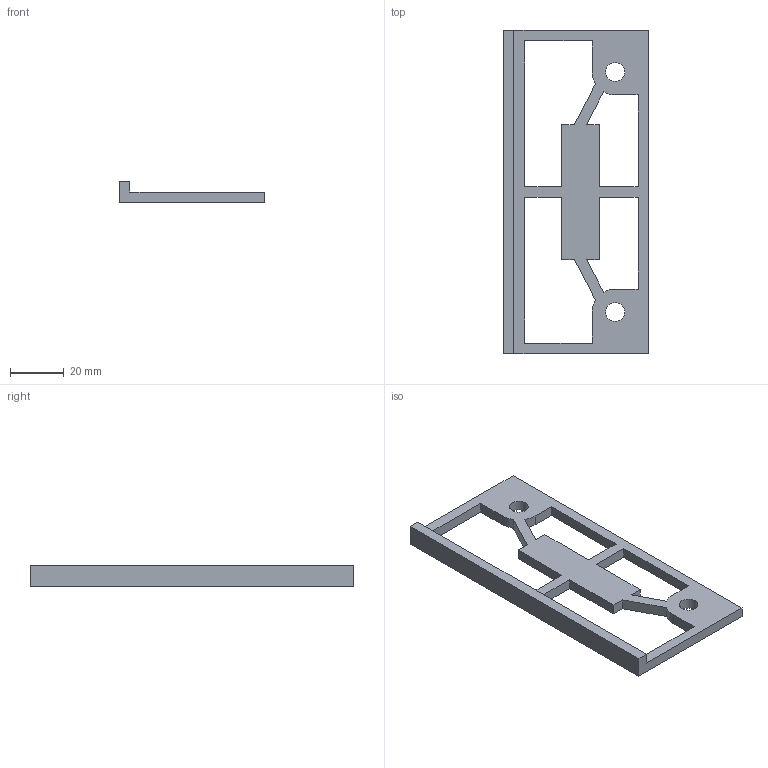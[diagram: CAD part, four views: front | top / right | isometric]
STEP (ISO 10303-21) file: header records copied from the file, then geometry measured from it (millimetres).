
FILE_DESCRIPTION(('HOOPS Exchange Step'),'2;1');
FILE_NAME('temp_export','2024-06-20T06:29:02+02:00',('Hacked'),('Shapr3D Limited'),'HOOPS Exchange 2024.2','Shapr3D','Authorized');
FILE_SCHEMA( ('AUTOMOTIVE_DESIGN { 1 0 10303 214 1 1 1 1 }') );
Length unit declared in the file: millimetre
Products named in the file (4): temp_import; temp_import.step; root
Assembly tree (3 placements, depth 3):
  root
    temp_import
    temp_import.step
      temp_import
Bounding box: 54 x 120 x 8 mm (x, y, z)
Volume: 14924.7 mm3; surface area: 11413.9 mm2
Topology: 1 solids, 1 shells, 96 faces, 264 edges, 176 vertices
Faces by surface type: plane 80, cylinder 8, bspline 8
Full cylindrical faces by diameter (mm): 7 x2
Entity records: 3325 total; most frequent: CARTESIAN_POINT 812, ORIENTED_EDGE 528, DIRECTION 448, EDGE_CURVE 264, VECTOR 232, LINE 232, VERTEX_POINT 176, EDGE_LOOP 114
